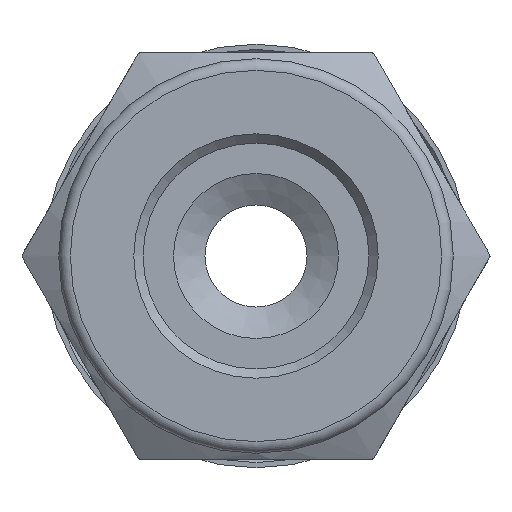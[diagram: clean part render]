
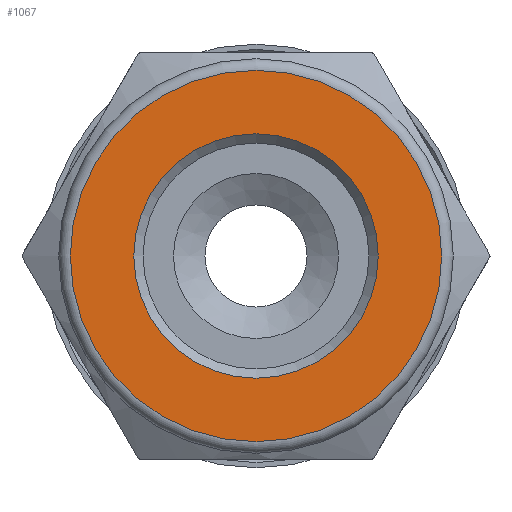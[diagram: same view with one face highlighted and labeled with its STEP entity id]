
A CAD part, left-side view. The second image highlights one B-rep face of the part: STEP entity #1067.
In plain terms, the highlighted planar face has unit normal (-1, 0, 0).
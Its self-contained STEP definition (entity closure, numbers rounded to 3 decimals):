
#18=FACE_BOUND('',#259,.T.);
#90=CIRCLE('',#1198,5.265);
#91=CIRCLE('',#1200,8.);
#186=FACE_OUTER_BOUND('',#258,.T.);
#258=EDGE_LOOP('',(#862));
#259=EDGE_LOOP('',(#863));
#500=VERTEX_POINT('',#1889);
#501=VERTEX_POINT('',#1893);
#633=EDGE_CURVE('',#500,#500,#90,.T.);
#634=EDGE_CURVE('',#501,#501,#91,.T.);
#862=ORIENTED_EDGE('',*,*,#634,.F.);
#863=ORIENTED_EDGE('',*,*,#633,.T.);
#1023=PLANE('',#1199);
#1067=ADVANCED_FACE('',(#186,#18),#1023,.T.);
#1198=AXIS2_PLACEMENT_3D('',#1891,#1450,#1451);
#1199=AXIS2_PLACEMENT_3D('',#1892,#1452,#1453);
#1200=AXIS2_PLACEMENT_3D('',#1894,#1454,#1455);
#1450=DIRECTION('center_axis',(1.,0.,0.));
#1451=DIRECTION('ref_axis',(0.,0.,-1.));
#1452=DIRECTION('center_axis',(-1.,0.,0.));
#1453=DIRECTION('ref_axis',(0.,0.,1.));
#1454=DIRECTION('center_axis',(1.,0.,0.));
#1455=DIRECTION('ref_axis',(0.,0.,-1.));
#1889=CARTESIAN_POINT('',(0.,-5.265,0.));
#1891=CARTESIAN_POINT('Origin',(0.,0.,
0.));
#1892=CARTESIAN_POINT('Origin',(0.,8.,0.));
#1893=CARTESIAN_POINT('',(0.,0.,8.));
#1894=CARTESIAN_POINT('Origin',(0.,0.,
0.));
